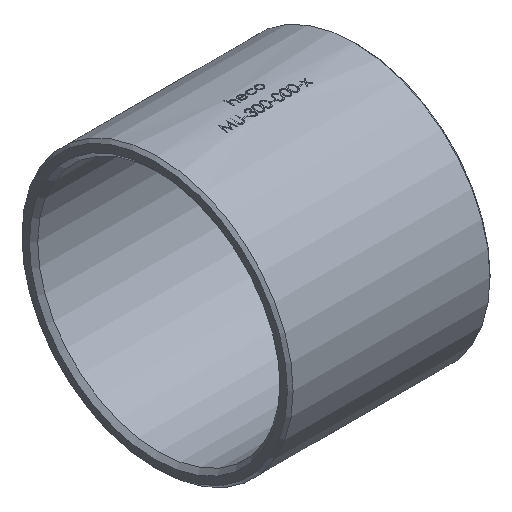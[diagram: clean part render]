
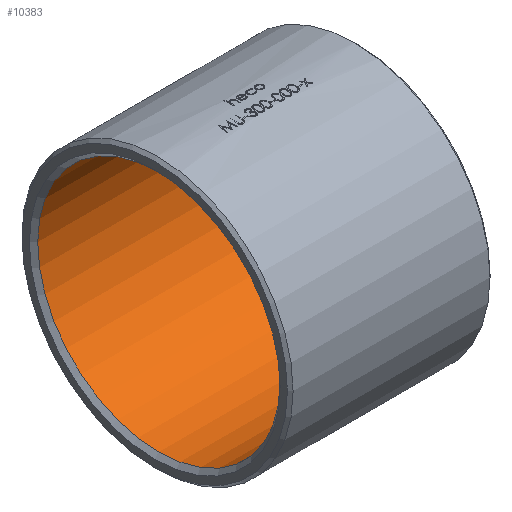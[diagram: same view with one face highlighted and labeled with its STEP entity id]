
A CAD part, isometric view. The second image highlights one B-rep face of the part: STEP entity #10383.
In plain terms, the highlighted cylindrical face has radius 42.465 mm (diameter 84.93 mm), a full revolution.
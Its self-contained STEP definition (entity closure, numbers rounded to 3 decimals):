
#275 = EDGE_LOOP ( 'NONE', ( #10676 ) ) ;
#1308 = VERTEX_POINT ( 'NONE', #5841 ) ;
#1914 = DIRECTION ( 'NONE',  ( 0., 0., -1. ) ) ;
#2202 = EDGE_CURVE ( 'NONE', #1308, #1308, #5699, .T. ) ;
#2667 = CYLINDRICAL_SURFACE ( 'NONE', #2866, 42.465 ) ;
#2866 = AXIS2_PLACEMENT_3D ( 'NONE', #3589, #11957, #5458 ) ;
#3093 = ORIENTED_EDGE ( 'NONE', *, *, #2202, .T. ) ;
#3171 = DIRECTION ( 'NONE',  ( 0., 0., -1. ) ) ;
#3589 = CARTESIAN_POINT ( 'NONE',  ( 71.001, 0., 0. ) ) ;
#4753 = DIRECTION ( 'NONE',  ( -1., 0., 0. ) ) ;
#4913 = CARTESIAN_POINT ( 'NONE',  ( 69.52, 0., 0. ) ) ;
#5458 = DIRECTION ( 'NONE',  ( 0., 0., 1. ) ) ;
#5521 = FACE_OUTER_BOUND ( 'NONE', #275, .T. ) ;
#5562 = CARTESIAN_POINT ( 'NONE',  ( 1.48, 0., 0. ) ) ;
#5699 = CIRCLE ( 'NONE', #8412, 42.465 ) ;
#5841 = CARTESIAN_POINT ( 'NONE',  ( 1.48, 0., -42.465 ) ) ;
#6880 = CIRCLE ( 'NONE', #7290, 42.465 ) ;
#7290 = AXIS2_PLACEMENT_3D ( 'NONE', #4913, #11423, #3171 ) ;
#7972 = EDGE_LOOP ( 'NONE', ( #3093 ) ) ;
#8156 = EDGE_CURVE ( 'NONE', #11671, #11671, #6880, .T. ) ;
#8412 = AXIS2_PLACEMENT_3D ( 'NONE', #5562, #4753, #1914 ) ;
#9836 = CARTESIAN_POINT ( 'NONE',  ( 69.52, 0., -42.465 ) ) ;
#9995 = FACE_OUTER_BOUND ( 'NONE', #7972, .T. ) ;
#10383 = ADVANCED_FACE ( 'NONE', ( #5521, #9995 ), #2667, .F. ) ;
#10676 = ORIENTED_EDGE ( 'NONE', *, *, #8156, .T. ) ;
#11423 = DIRECTION ( 'NONE',  ( 1., 0., 0. ) ) ;
#11671 = VERTEX_POINT ( 'NONE', #9836 ) ;
#11957 = DIRECTION ( 'NONE',  ( -1., 0., 0. ) ) ;
